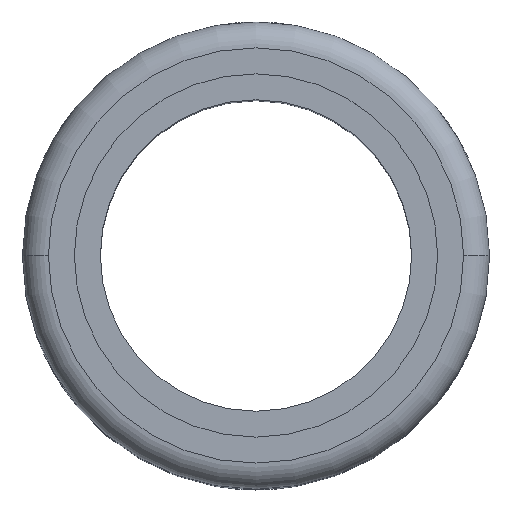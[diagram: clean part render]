
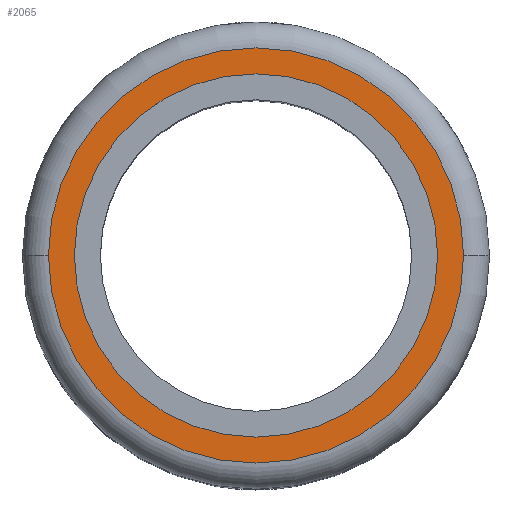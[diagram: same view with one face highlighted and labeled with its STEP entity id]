
A CAD part, top view. The second image highlights one B-rep face of the part: STEP entity #2065.
In plain terms, the highlighted planar face has unit normal (0, 0, 1).
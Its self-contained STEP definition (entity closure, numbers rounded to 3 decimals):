
#11 = AXIS2_PLACEMENT_3D ( 'NONE', #826, #827, #828 ) ;
#12 = AXIS2_PLACEMENT_3D ( 'NONE', #845, #846, #847 ) ;
#78 = EDGE_LOOP ( 'NONE', ( #196, #191 ) ) ;
#122 = EDGE_LOOP ( 'NONE', ( #194, #195 ) ) ;
#191 = ORIENTED_EDGE ( 'NONE', *, *, #1525, .T. ) ;
#194 = ORIENTED_EDGE ( 'NONE', *, *, #1599, .F. ) ;
#195 = ORIENTED_EDGE ( 'NONE', *, *, #1541, .F. ) ;
#196 = ORIENTED_EDGE ( 'NONE', *, *, #1562, .T. ) ;
#372 = CIRCLE ( 'NONE', #1536, 10.667 ) ;
#403 = CIRCLE ( 'NONE', #11, 10.667 ) ;
#419 = CIRCLE ( 'NONE', #12, 9.333 ) ;
#442 = CARTESIAN_POINT ( 'NONE',  ( -10.667, 0., 15. ) ) ;
#445 = VERTEX_POINT ( 'NONE', #442 ) ;
#452 = VERTEX_POINT ( 'NONE', #521 ) ;
#454 = VERTEX_POINT ( 'NONE', #527 ) ;
#456 = VERTEX_POINT ( 'NONE', #529 ) ;
#521 = CARTESIAN_POINT ( 'NONE',  ( 10.667, 0., 15. ) ) ;
#527 = CARTESIAN_POINT ( 'NONE',  ( 9.333, 0., 15. ) ) ;
#529 = CARTESIAN_POINT ( 'NONE',  ( -9.333, 0., 15. ) ) ;
#826 = CARTESIAN_POINT ( 'NONE',  ( 0., 0., 15. ) ) ;
#827 = DIRECTION ( 'NONE',  ( 0., 0., 1. ) ) ;
#828 = DIRECTION ( 'NONE',  ( 1., 0., 0. ) ) ;
#845 = CARTESIAN_POINT ( 'NONE',  ( 0., 0., 15. ) ) ;
#846 = DIRECTION ( 'NONE',  ( 0., 0., 1. ) ) ;
#847 = DIRECTION ( 'NONE',  ( 1., 0., 0. ) ) ;
#909 = CARTESIAN_POINT ( 'NONE',  ( 0., 0., 15. ) ) ;
#911 = DIRECTION ( 'NONE',  ( 0., 0., 1. ) ) ;
#912 = DIRECTION ( 'NONE',  ( 1., 0., 0. ) ) ;
#1025 = CARTESIAN_POINT ( 'NONE',  ( 0., 0., 15. ) ) ;
#1032 = DIRECTION ( 'NONE',  ( 0., 0., 1. ) ) ;
#1033 = DIRECTION ( 'NONE',  ( 1., 0., 0. ) ) ;
#1236 = CARTESIAN_POINT ( 'NONE',  ( 0., 9.333, 15. ) ) ;
#1237 = PLANE ( 'NONE',  #1714 ) ;
#1238 = DIRECTION ( 'NONE',  ( 0., 0., -1. ) ) ;
#1239 = DIRECTION ( 'NONE',  ( -1., 0., 0. ) ) ;
#1525 = EDGE_CURVE ( 'NONE', #445, #452, #403, .T. ) ;
#1536 = AXIS2_PLACEMENT_3D ( 'NONE', #909, #911, #912 ) ;
#1541 = EDGE_CURVE ( 'NONE', #456, #454, #419, .T. ) ;
#1562 = EDGE_CURVE ( 'NONE', #452, #445, #372, .T. ) ;
#1599 = EDGE_CURVE ( 'NONE', #454, #456, #1816, .T. ) ;
#1665 = AXIS2_PLACEMENT_3D ( 'NONE', #1025, #1032, #1033 ) ;
#1714 = AXIS2_PLACEMENT_3D ( 'NONE', #1236, #1238, #1239 ) ;
#1816 = CIRCLE ( 'NONE', #1665, 9.333 ) ;
#1911 = FACE_BOUND ( 'NONE', #122, .T. ) ;
#1929 = FACE_OUTER_BOUND ( 'NONE', #78, .T. ) ;
#2065 = ADVANCED_FACE ( 'NONE', ( #1911, #1929 ), #1237, .F. ) ;
